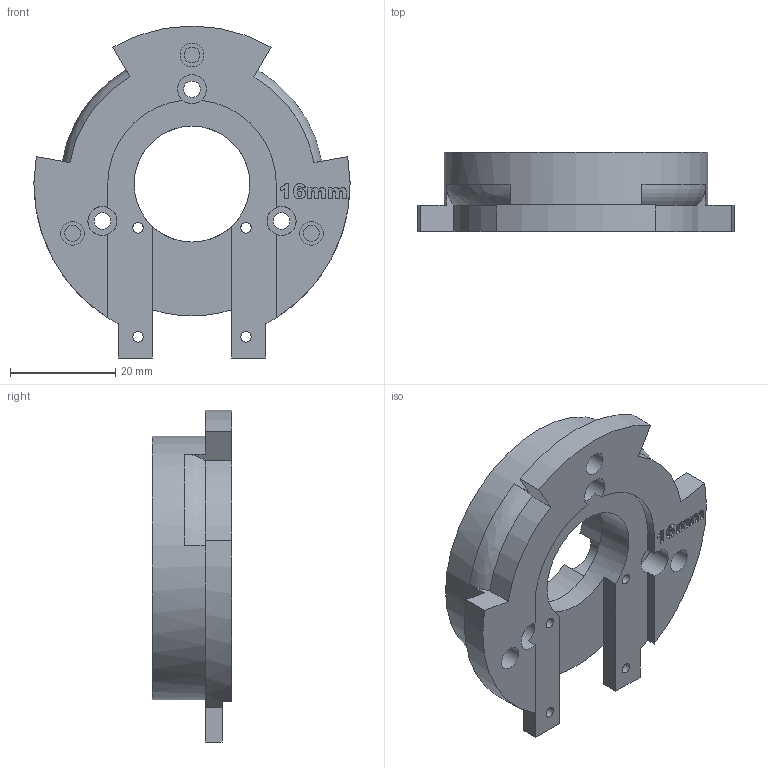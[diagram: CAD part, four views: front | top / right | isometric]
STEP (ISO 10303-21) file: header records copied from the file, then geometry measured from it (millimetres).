
FILE_DESCRIPTION(/* description */ (''),/* implementation_level */ '2;1');
FILE_NAME(/* name */ 'Motor Holders.step',/* time_stamp */ '2025-09-14T20:30:02+08:00',/* author */ (''),/* organization */ (''),/* preprocessor_version */ 'ST-DEVELOPER v20.1',/* originating_system */ 'Autodesk Translation Framework v14.10.0.0',/* authorisation */ '');
FILE_SCHEMA (('AUTOMOTIVE_DESIGN { 1 0 10303 214 3 1 1 }'));
Length unit declared in the file: millimetre
Products named in the file (2): Base; Joint
Assembly tree (1 placements, depth 2):
  Base
    Joint
Bounding box: 60 x 15 x 63 mm (x, y, z)
Volume: 22293.5 mm3; surface area: 9078.8 mm2
Topology: 1 solids, 1 shells, 168 faces, 452 edges, 301 vertices
Faces by surface type: plane 68, bspline 66, cylinder 33, torus 1
Full cylindrical faces by diameter (mm): 2 x4, 3 x3, 3.1 x3, 4 x4, 4.5 x3, 5.5 x3, 22 x1, 50 x1
Entity records: 6040 total; most frequent: CARTESIAN_POINT 2125, ORIENTED_EDGE 904, DIRECTION 611, EDGE_CURVE 452, VERTEX_POINT 301, LINE 235, VECTOR 235, EDGE_LOOP 199
